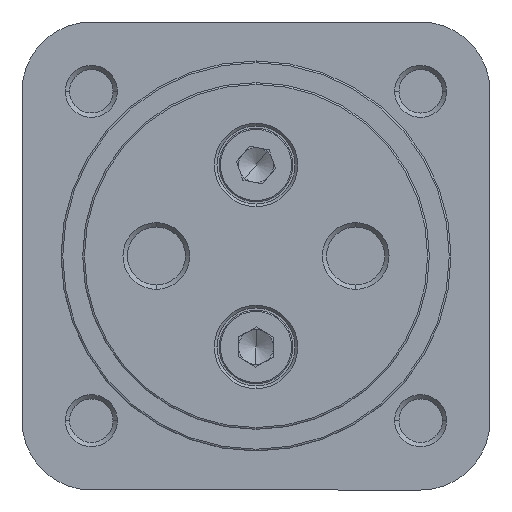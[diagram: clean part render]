
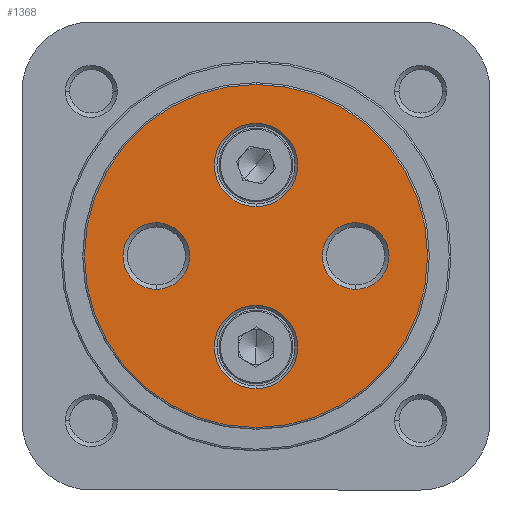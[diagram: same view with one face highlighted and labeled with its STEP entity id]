
A CAD part, left-side view. The second image highlights one B-rep face of the part: STEP entity #1368.
In plain terms, the highlighted planar face has unit normal (-1, 0, 0).
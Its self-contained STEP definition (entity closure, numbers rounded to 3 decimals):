
#364 = EDGE_CURVE ( 'NONE', #4070, #4048, #5602, .T. ) ;
#801 = ORIENTED_EDGE ( 'NONE', *, *, #2997, .T. ) ;
#802 = ORIENTED_EDGE ( 'NONE', *, *, #3049, .T. ) ;
#803 = ORIENTED_EDGE ( 'NONE', *, *, #3003, .T. ) ;
#804 = ORIENTED_EDGE ( 'NONE', *, *, #3045, .T. ) ;
#805 = ORIENTED_EDGE ( 'NONE', *, *, #2996, .T. ) ;
#806 = ORIENTED_EDGE ( 'NONE', *, *, #364, .T. ) ;
#807 = ORIENTED_EDGE ( 'NONE', *, *, #2991, .T. ) ;
#808 = ORIENTED_EDGE ( 'NONE', *, *, #3076, .T. ) ;
#809 = ORIENTED_EDGE ( 'NONE', *, *, #3081, .T. ) ;
#810 = ORIENTED_EDGE ( 'NONE', *, *, #2992, .T. ) ;
#1368 = ADVANCED_FACE ( 'NONE', ( #6271, #6277, #6279, #6281, #6267 ), #2088, .F. ) ;
#2079 = CARTESIAN_POINT ( 'NONE',  ( 0., 0., 0. ) ) ;
#2088 = PLANE ( 'NONE',  #3750 ) ;
#2091 = DIRECTION ( 'NONE',  ( 1., 0., 0. ) ) ;
#2092 = DIRECTION ( 'NONE',  ( 0., 0., -1. ) ) ;
#2506 = CARTESIAN_POINT ( 'NONE',  ( 0., 0., -10.5 ) ) ;
#2507 = DIRECTION ( 'NONE',  ( 1., 0., 0. ) ) ;
#2508 = DIRECTION ( 'NONE',  ( 0., 0., -1. ) ) ;
#2509 = CARTESIAN_POINT ( 'NONE',  ( 0., 0., 0. ) ) ;
#2510 = DIRECTION ( 'NONE',  ( -1., 0., 0. ) ) ;
#2511 = DIRECTION ( 'NONE',  ( 0., 0., -1. ) ) ;
#2515 = CARTESIAN_POINT ( 'NONE',  ( 0., 0., 10.5 ) ) ;
#2519 = CARTESIAN_POINT ( 'NONE',  ( 0., 11.5, 0. ) ) ;
#2523 = DIRECTION ( 'NONE',  ( 1., 0., 0. ) ) ;
#2524 = DIRECTION ( 'NONE',  ( 0., 0., -1. ) ) ;
#2525 = DIRECTION ( 'NONE',  ( 1., 0., 0. ) ) ;
#2526 = DIRECTION ( 'NONE',  ( 0., 0., -1. ) ) ;
#2543 = CARTESIAN_POINT ( 'NONE',  ( 0., -11.5, 0. ) ) ;
#2544 = DIRECTION ( 'NONE',  ( 1., 0., 0. ) ) ;
#2545 = DIRECTION ( 'NONE',  ( 0., 0., -1. ) ) ;
#2641 = CARTESIAN_POINT ( 'NONE',  ( 0., -11.5, 0. ) ) ;
#2642 = DIRECTION ( 'NONE',  ( 1., 0., 0. ) ) ;
#2643 = DIRECTION ( 'NONE',  ( 0., 0., -1. ) ) ;
#2651 = CARTESIAN_POINT ( 'NONE',  ( 0., 11.5, 0. ) ) ;
#2652 = DIRECTION ( 'NONE',  ( 1., 0., 0. ) ) ;
#2653 = DIRECTION ( 'NONE',  ( 0., 0., -1. ) ) ;
#2713 = CARTESIAN_POINT ( 'NONE',  ( 0., 0., -10.5 ) ) ;
#2720 = DIRECTION ( 'NONE',  ( 1., 0., 0. ) ) ;
#2721 = DIRECTION ( 'NONE',  ( 0., 0., -1. ) ) ;
#2728 = CARTESIAN_POINT ( 'NONE',  ( 0., 0., 0. ) ) ;
#2735 = DIRECTION ( 'NONE',  ( -1., 0., 0. ) ) ;
#2736 = DIRECTION ( 'NONE',  ( 0., 0., -1. ) ) ;
#2991 = EDGE_CURVE ( 'NONE', #4062, #4086, #6513, .T. ) ;
#2992 = EDGE_CURVE ( 'NONE', #4051, #4055, #6514, .T. ) ;
#2996 = EDGE_CURVE ( 'NONE', #4048, #4070, #6520, .T. ) ;
#2997 = EDGE_CURVE ( 'NONE', #4072, #4060, #6521, .T. ) ;
#3003 = EDGE_CURVE ( 'NONE', #4077, #4067, #6529, .T. ) ;
#3045 = EDGE_CURVE ( 'NONE', #4067, #4077, #6597, .T. ) ;
#3049 = EDGE_CURVE ( 'NONE', #4060, #4072, #6603, .T. ) ;
#3076 = EDGE_CURVE ( 'NONE', #4086, #4062, #6642, .T. ) ;
#3081 = EDGE_CURVE ( 'NONE', #4055, #4051, #6647, .T. ) ;
#3442 = AXIS2_PLACEMENT_3D ( 'NONE', #4505, #4506, #4507 ) ;
#3750 = AXIS2_PLACEMENT_3D ( 'NONE', #2079, #2091, #2092 ) ;
#3852 = AXIS2_PLACEMENT_3D ( 'NONE', #2506, #2507, #2508 ) ;
#3853 = AXIS2_PLACEMENT_3D ( 'NONE', #2509, #2510, #2511 ) ;
#3858 = AXIS2_PLACEMENT_3D ( 'NONE', #2515, #2523, #2524 ) ;
#3859 = AXIS2_PLACEMENT_3D ( 'NONE', #2519, #2525, #2526 ) ;
#3864 = AXIS2_PLACEMENT_3D ( 'NONE', #2543, #2544, #2545 ) ;
#3877 = AXIS2_PLACEMENT_3D ( 'NONE', #2641, #2642, #2643 ) ;
#3883 = AXIS2_PLACEMENT_3D ( 'NONE', #2651, #2652, #2653 ) ;
#3891 = AXIS2_PLACEMENT_3D ( 'NONE', #2713, #2720, #2721 ) ;
#3900 = AXIS2_PLACEMENT_3D ( 'NONE', #2728, #2735, #2736 ) ;
#4048 = VERTEX_POINT ( 'NONE', #7928 ) ;
#4051 = VERTEX_POINT ( 'NONE', #7932 ) ;
#4055 = VERTEX_POINT ( 'NONE', #7935 ) ;
#4060 = VERTEX_POINT ( 'NONE', #7940 ) ;
#4062 = VERTEX_POINT ( 'NONE', #7942 ) ;
#4067 = VERTEX_POINT ( 'NONE', #7947 ) ;
#4070 = VERTEX_POINT ( 'NONE', #7950 ) ;
#4072 = VERTEX_POINT ( 'NONE', #7952 ) ;
#4077 = VERTEX_POINT ( 'NONE', #7957 ) ;
#4086 = VERTEX_POINT ( 'NONE', #7966 ) ;
#4505 = CARTESIAN_POINT ( 'NONE',  ( 0., 0., 10.5 ) ) ;
#4506 = DIRECTION ( 'NONE',  ( 1., 0., 0. ) ) ;
#4507 = DIRECTION ( 'NONE',  ( 0., 0., -1. ) ) ;
#5288 = EDGE_LOOP ( 'NONE', ( #808, #807 ) ) ;
#5291 = EDGE_LOOP ( 'NONE', ( #804, #803 ) ) ;
#5293 = EDGE_LOOP ( 'NONE', ( #802, #801 ) ) ;
#5294 = EDGE_LOOP ( 'NONE', ( #810, #809 ) ) ;
#5295 = EDGE_LOOP ( 'NONE', ( #806, #805 ) ) ;
#5602 = CIRCLE ( 'NONE', #3442, 4.8 ) ;
#6267 = FACE_BOUND ( 'NONE', #5293, .T. ) ;
#6271 = FACE_OUTER_BOUND ( 'NONE', #5294, .T. ) ;
#6277 = FACE_BOUND ( 'NONE', #5288, .T. ) ;
#6279 = FACE_BOUND ( 'NONE', #5295, .T. ) ;
#6281 = FACE_BOUND ( 'NONE', #5291, .T. ) ;
#6513 = CIRCLE ( 'NONE', #3852, 4.8 ) ;
#6514 = CIRCLE ( 'NONE', #3853, 19.8 ) ;
#6520 = CIRCLE ( 'NONE', #3858, 4.8 ) ;
#6521 = CIRCLE ( 'NONE', #3859, 3.85 ) ;
#6529 = CIRCLE ( 'NONE', #3864, 3.85 ) ;
#6597 = CIRCLE ( 'NONE', #3877, 3.85 ) ;
#6603 = CIRCLE ( 'NONE', #3883, 3.85 ) ;
#6642 = CIRCLE ( 'NONE', #3891, 4.8 ) ;
#6647 = CIRCLE ( 'NONE', #3900, 19.8 ) ;
#7928 = CARTESIAN_POINT ( 'NONE',  ( 0., 0., 5.7 ) ) ;
#7932 = CARTESIAN_POINT ( 'NONE',  ( 0., 0., -19.8 ) ) ;
#7935 = CARTESIAN_POINT ( 'NONE',  ( 0., 0., 19.8 ) ) ;
#7940 = CARTESIAN_POINT ( 'NONE',  ( 0., 11.5, 3.85 ) ) ;
#7942 = CARTESIAN_POINT ( 'NONE',  ( 0., 0., -15.3 ) ) ;
#7947 = CARTESIAN_POINT ( 'NONE',  ( 0., -11.5, 3.85 ) ) ;
#7950 = CARTESIAN_POINT ( 'NONE',  ( 0., 0., 15.3 ) ) ;
#7952 = CARTESIAN_POINT ( 'NONE',  ( 0., 11.5, -3.85 ) ) ;
#7957 = CARTESIAN_POINT ( 'NONE',  ( 0., -11.5, -3.85 ) ) ;
#7966 = CARTESIAN_POINT ( 'NONE',  ( 0., 0., -5.7 ) ) ;
